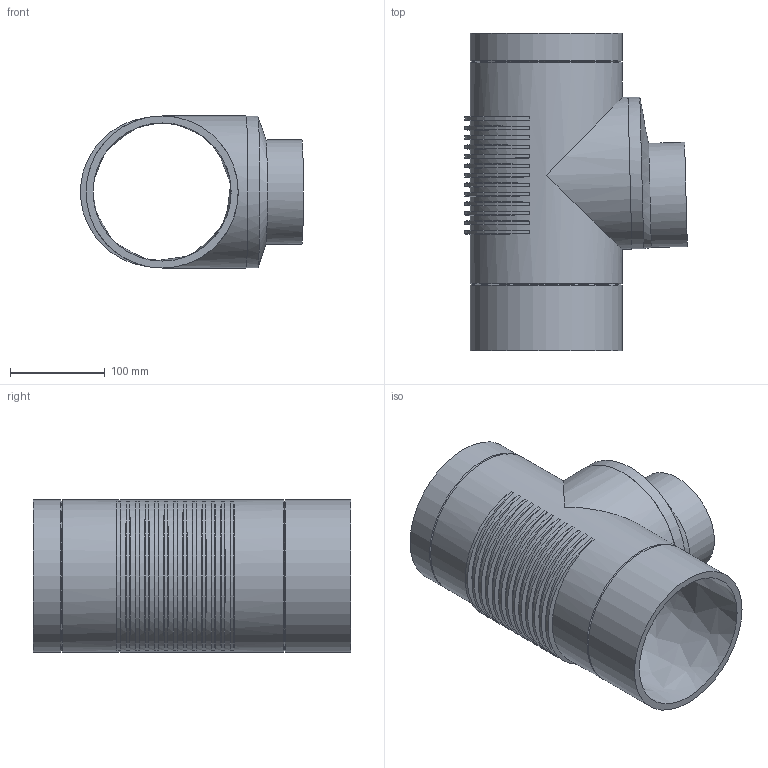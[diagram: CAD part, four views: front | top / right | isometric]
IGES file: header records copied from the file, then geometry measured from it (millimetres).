
Global section: file name: 315108; native system: Autodesk Inventor 2014; preprocessor: unknown; author: Marco; date: 20131009.153628; units: millimetre
Bounding box: 234.97 x 335 x 160.47 mm (x, y, z)
Volume: 1339008 mm3; surface area: 410505.2 mm2
Topology: 2 solids, 2 shells, 60 faces, 160 edges, 117 vertices
Faces by surface type: cone 30, cylinder 19, plane 5, revolution 4, bspline 2
Full cylindrical faces by diameter (mm): 110 x1, 160 x1, 160.475 x4
